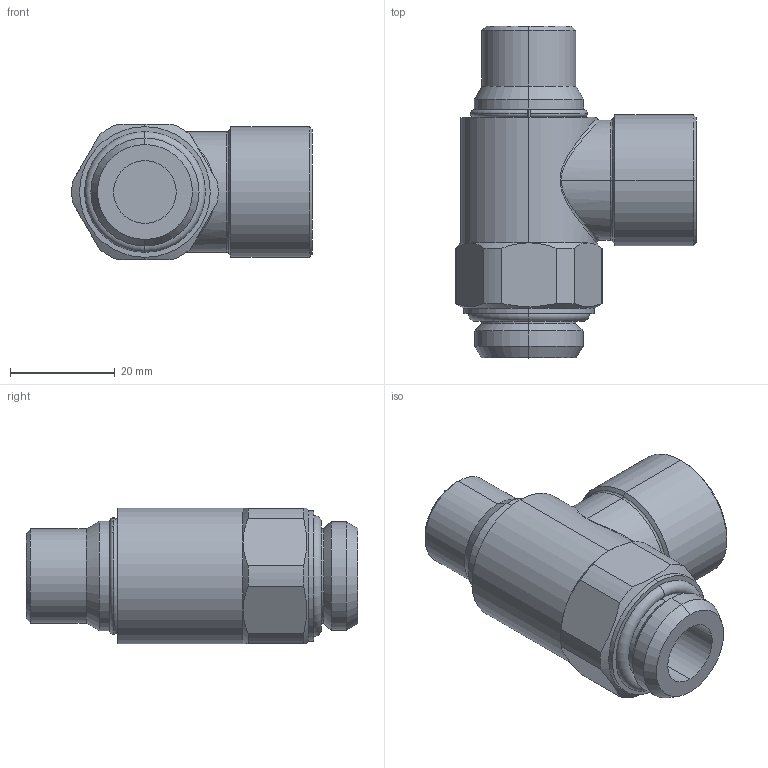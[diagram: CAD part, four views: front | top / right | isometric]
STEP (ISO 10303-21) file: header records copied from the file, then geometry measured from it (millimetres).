
FILE_DESCRIPTION (( 'STEP AP203' ), '1' );
FILE_NAME ('04190C04.STEP', '2010-06-25T09:00:27', ( '' ), ( 'sopra-pneumatic' ), 'SwSTEP 2.0', 'SolidWorks 2009', '' );
FILE_SCHEMA (( 'CONFIG_CONTROL_DESIGN' ));
Length unit declared in the file: millimetre
Products named in the file (1): 04190C04
Bounding box: 45.98 x 63.5 x 26 mm (x, y, z)
Volume: 33473.8 mm3; surface area: 9279.4 mm2
Topology: 2 solids, 4 shells, 112 faces, 249 edges, 153 vertices
Faces by surface type: cylinder 44, plane 31, cone 29, torus 6, bspline 2
Entity records: 4658 total; most frequent: CARTESIAN_POINT 2112, DIRECTION 532, ORIENTED_EDGE 498, EDGE_CURVE 249, AXIS2_PLACEMENT_3D 218, VERTEX_POINT 153, EDGE_LOOP 120, ADVANCED_FACE 112
